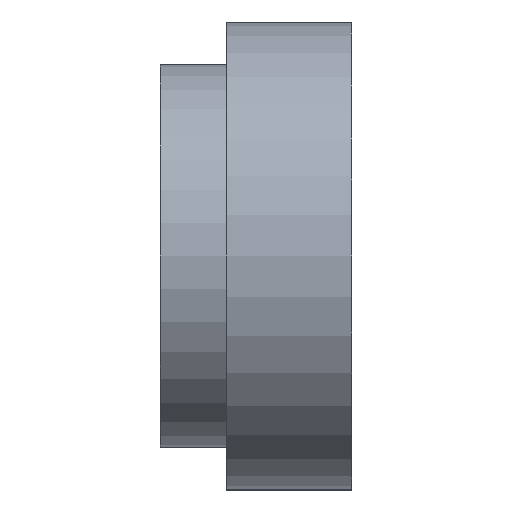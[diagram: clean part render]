
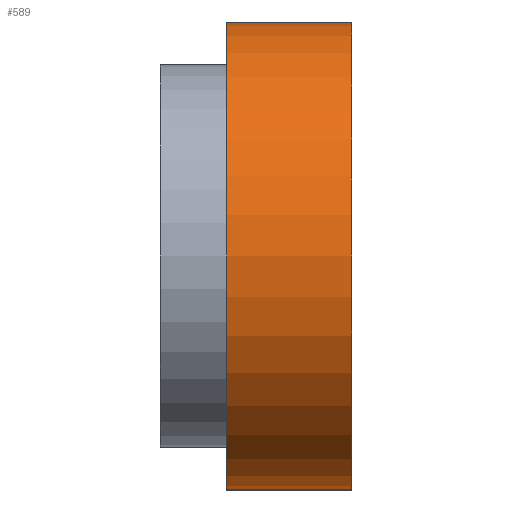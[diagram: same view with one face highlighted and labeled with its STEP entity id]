
A CAD part, left-side view. The second image highlights one B-rep face of the part: STEP entity #589.
In plain terms, the highlighted cylindrical face has radius 6.35 mm (diameter 12.7 mm), a partial arc.
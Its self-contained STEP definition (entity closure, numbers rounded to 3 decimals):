
#189 = CARTESIAN_POINT ( 'NONE',  ( -15.85, 3.4, 0. ) ) ;
#196 = DIRECTION ( 'NONE',  ( 0., 0., -1. ) ) ;
#197 = VERTEX_POINT ( 'NONE', #344 ) ;
#207 = FACE_OUTER_BOUND ( 'NONE', #280, .T. ) ;
#228 = VERTEX_POINT ( 'NONE', #369 ) ;
#259 = CYLINDRICAL_SURFACE ( 'NONE', #761, 6.35 ) ;
#262 = VERTEX_POINT ( 'NONE', #376 ) ;
#272 = VERTEX_POINT ( 'NONE', #325 ) ;
#280 = EDGE_LOOP ( 'NONE', ( #340, #339, #338, #343 ) ) ;
#325 = CARTESIAN_POINT ( 'NONE',  ( -15.85, 3.4, 6.35 ) ) ;
#338 = ORIENTED_EDGE ( 'NONE', *, *, #594, .F. ) ;
#339 = ORIENTED_EDGE ( 'NONE', *, *, #605, .F. ) ;
#340 = ORIENTED_EDGE ( 'NONE', *, *, #604, .T. ) ;
#343 = ORIENTED_EDGE ( 'NONE', *, *, #602, .T. ) ;
#344 = CARTESIAN_POINT ( 'NONE',  ( -15.85, 0., -6.35 ) ) ;
#354 = DIRECTION ( 'NONE',  ( 0., 1., 0. ) ) ;
#355 = DIRECTION ( 'NONE',  ( 0., 0., 1. ) ) ;
#356 = CARTESIAN_POINT ( 'NONE',  ( -15.85, 3.4, 0. ) ) ;
#369 = CARTESIAN_POINT ( 'NONE',  ( -15.85, 3.4, -6.35 ) ) ;
#376 = CARTESIAN_POINT ( 'NONE',  ( -15.85, 0., 6.35 ) ) ;
#403 = DIRECTION ( 'NONE',  ( 0., -1., 0. ) ) ;
#439 = LINE ( 'NONE', #440, #744 ) ;
#440 = CARTESIAN_POINT ( 'NONE',  ( -15.85, 3.4, -6.35 ) ) ;
#441 = DIRECTION ( 'NONE',  ( 0., -1., 0. ) ) ;
#442 = LINE ( 'NONE', #443, #737 ) ;
#443 = CARTESIAN_POINT ( 'NONE',  ( -15.85, 3.4, 6.35 ) ) ;
#449 = CARTESIAN_POINT ( 'NONE',  ( -15.85, 0., 0. ) ) ;
#450 = DIRECTION ( 'NONE',  ( 0., 1., 0. ) ) ;
#451 = DIRECTION ( 'NONE',  ( 0., 0., 1. ) ) ;
#453 = DIRECTION ( 'NONE',  ( 0., -1., 0. ) ) ;
#589 = ADVANCED_FACE ( 'NONE', ( #207 ), #259, .T. ) ;
#594 = EDGE_CURVE ( 'NONE', #228, #272, #757, .T. ) ;
#602 = EDGE_CURVE ( 'NONE', #228, #197, #439, .T. ) ;
#604 = EDGE_CURVE ( 'NONE', #197, #262, #741, .T. ) ;
#605 = EDGE_CURVE ( 'NONE', #272, #262, #442, .T. ) ;
#736 = AXIS2_PLACEMENT_3D ( 'NONE', #449, #450, #451 ) ;
#737 = VECTOR ( 'NONE', #453, 1000. ) ;
#741 = CIRCLE ( 'NONE', #736, 6.35 ) ;
#744 = VECTOR ( 'NONE', #441, 1000. ) ;
#754 = AXIS2_PLACEMENT_3D ( 'NONE', #356, #354, #355 ) ;
#757 = CIRCLE ( 'NONE', #754, 6.35 ) ;
#761 = AXIS2_PLACEMENT_3D ( 'NONE', #189, #403, #196 ) ;
